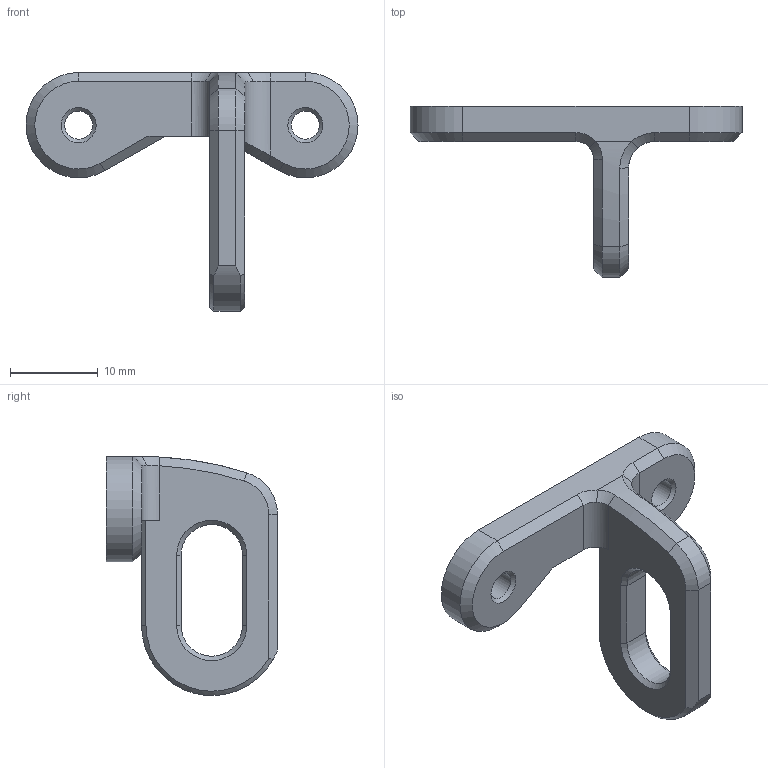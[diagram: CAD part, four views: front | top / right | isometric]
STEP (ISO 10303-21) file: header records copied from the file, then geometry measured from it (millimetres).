
FILE_DESCRIPTION(('FreeCAD Model'),'2;1');
FILE_NAME('Open CASCADE Shape Model','2022-11-01T13:41:29',(''),(''), 'Open CASCADE STEP processor 7.5','FreeCAD','Unknown');
FILE_SCHEMA(('AUTOMOTIVE_DESIGN { 1 0 10303 214 1 1 1 1 }'));
Length unit declared in the file: millimetre
Products named in the file (1): Body
Bounding box: 37.85 x 19.5 x 27.24 mm (x, y, z)
Volume: 2430 mm3; surface area: 1943.7 mm2
Topology: 1 solids, 1 shells, 55 faces, 134 edges, 81 vertices
Faces by surface type: plane 25, cone 14, cylinder 11, bspline 5
Full cylindrical faces by diameter (mm): 3.2 x2
Entity records: 3929 total; most frequent: CARTESIAN_POINT 1451, DIRECTION 381, ORIENTED_EDGE 268, PCURVE 268, DEFINITIONAL_REPRESENTATION 268, LINE 191, VECTOR 191, B_SPLINE_CURVE_WITH_KNOTS 151
